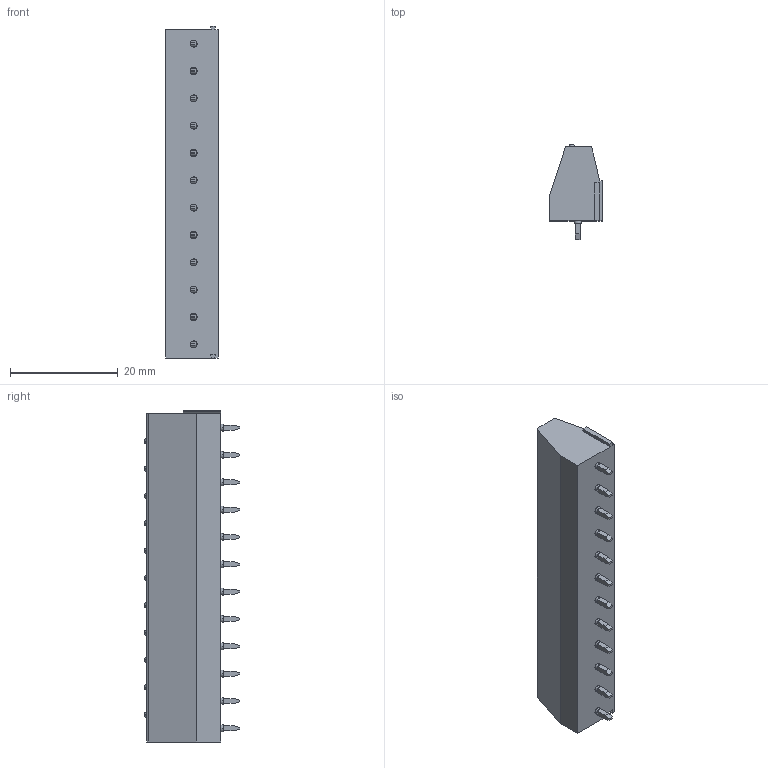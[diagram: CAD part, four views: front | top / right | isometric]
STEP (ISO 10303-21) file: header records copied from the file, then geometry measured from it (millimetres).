
FILE_DESCRIPTION(('SolidDesigner STEP Export'),'1');
FILE_NAME('mkds_1.5-12-5.08.stp','2000-06-20T13:36:19',(''),(''), 'SolidDesigner STEP processor Version: 7.0(Mar 1999)for AP214(CD)(Solid Model)', 'CoCreate SolidDesigner: 07.50 21-Dec-99(C) CoCreate Software GmbH','');
FILE_SCHEMA(('AUTOMOTIVE_DESIGN_CC2 {1 2 10303 214 -1 1 5 1}'));
Length unit declared in the file: millimetre
Products named in the file (2): mkds_1.5-12-5.08
Assembly tree (1 placements, depth 2):
  mkds_1.5-12-5.08
    mkds_1.5-12-5.08
Bounding box: 9.8 x 17.7 x 61.7 mm (x, y, z)
Volume: 6481.2 mm3; surface area: 3853.8 mm2
Topology: 1 solids, 1 shells, 544 faces, 1305 edges, 826 vertices
Faces by surface type: plane 426, cylinder 96, sphere 22
Entity records: 18304 total; most frequent: ORIENTED_EDGE 2610, CARTESIAN_POINT 2313, DIRECTION 2123, EDGE_CURVE 1305, VECTOR 851, LINE 851, VERTEX_POINT 826, AXIS2_PLACEMENT_3D 636
